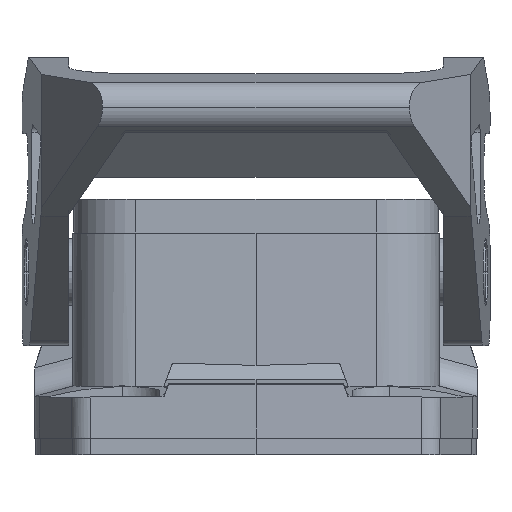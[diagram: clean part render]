
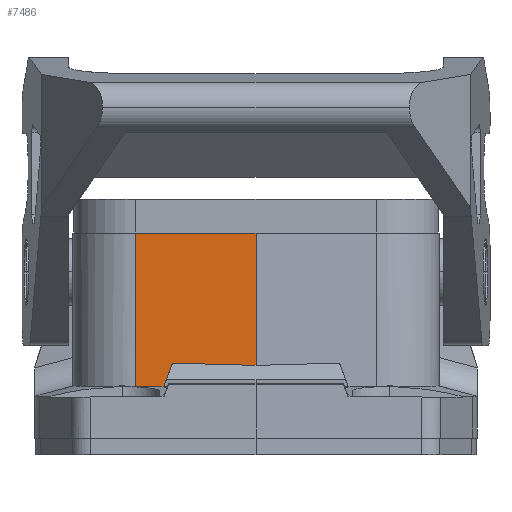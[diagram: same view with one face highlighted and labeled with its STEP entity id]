
A CAD part, front view. The second image highlights one B-rep face of the part: STEP entity #7486.
In plain terms, the highlighted face is planar.
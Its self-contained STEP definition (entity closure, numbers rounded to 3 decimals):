
#723=CARTESIAN_POINT('',(1.3,31.268,57.593));
#724=VERTEX_POINT('',#723);
#1073=CARTESIAN_POINT('',(1.269,27.804,57.593));
#1074=VERTEX_POINT('',#1073);
#1081=CARTESIAN_POINT('',(1.269,27.804,57.593));
#1082=DIRECTION('',(0.009,1.,0.));
#1083=VECTOR('',#1082,3.465);
#1084=LINE('',#1081,#1083);
#1085=EDGE_CURVE('',#1074,#724,#1084,.T.);
#5304=CARTESIAN_POINT('',(1.3,31.268,75.91));
#5305=VERTEX_POINT('',#5304);
#5306=CARTESIAN_POINT('',(1.3,31.268,57.593));
#5307=DIRECTION('',(0.,0.,1.));
#5308=VECTOR('',#5307,18.317);
#5309=LINE('',#5306,#5308);
#5310=EDGE_CURVE('',#724,#5305,#5309,.T.);
#7333=CARTESIAN_POINT('',(1.261,26.81,60.341));
#7334=VERTEX_POINT('',#7333);
#7341=CARTESIAN_POINT('',(1.261,26.81,60.341));
#7342=DIRECTION('',(0.003,0.34,-0.94));
#7343=VECTOR('',#7342,2.923);
#7344=LINE('',#7341,#7343);
#7345=EDGE_CURVE('',#7334,#1074,#7344,.T.);
#7454=CARTESIAN_POINT('',(1.303,31.63,76.368));
#7455=DIRECTION('',(-1.,0.009,-0.));
#7456=DIRECTION('',(0.009,1.,0.));
#7457=AXIS2_PLACEMENT_3D('',#7454,#7455,#7456);
#7458=PLANE('',#7457);
#7459=CARTESIAN_POINT('',(1.173,16.803,60.073));
#7460=VERTEX_POINT('',#7459);
#7461=CARTESIAN_POINT('',(1.173,16.803,75.91));
#7462=VERTEX_POINT('',#7461);
#7463=CARTESIAN_POINT('',(1.173,16.803,60.073));
#7464=DIRECTION('',(0.,0.,1.));
#7465=VECTOR('',#7464,15.837);
#7466=LINE('',#7463,#7465);
#7467=EDGE_CURVE('',#7460,#7462,#7466,.T.);
#7468=ORIENTED_EDGE('',*,*,#7467,.T.);
#7469=CARTESIAN_POINT('',(1.173,16.803,75.91));
#7470=DIRECTION('',(0.009,1.,0.));
#7471=VECTOR('',#7470,14.466);
#7472=LINE('',#7469,#7471);
#7473=EDGE_CURVE('',#7462,#5305,#7472,.T.);
#7474=ORIENTED_EDGE('',*,*,#7473,.T.);
#7475=ORIENTED_EDGE('',*,*,#5310,.F.);
#7476=ORIENTED_EDGE('',*,*,#1085,.F.);
#7477=ORIENTED_EDGE('',*,*,#7345,.F.);
#7478=CARTESIAN_POINT('',(1.173,16.803,60.073));
#7479=DIRECTION('',(0.009,1.,0.027));
#7480=VECTOR('',#7479,10.011);
#7481=LINE('',#7478,#7480);
#7482=EDGE_CURVE('',#7460,#7334,#7481,.T.);
#7483=ORIENTED_EDGE('',*,*,#7482,.F.);
#7484=EDGE_LOOP('',(#7468,#7474,#7475,#7476,#7477,#7483));
#7485=FACE_BOUND('',#7484,.T.);
#7486=ADVANCED_FACE('',(#7485),#7458,.T.);
